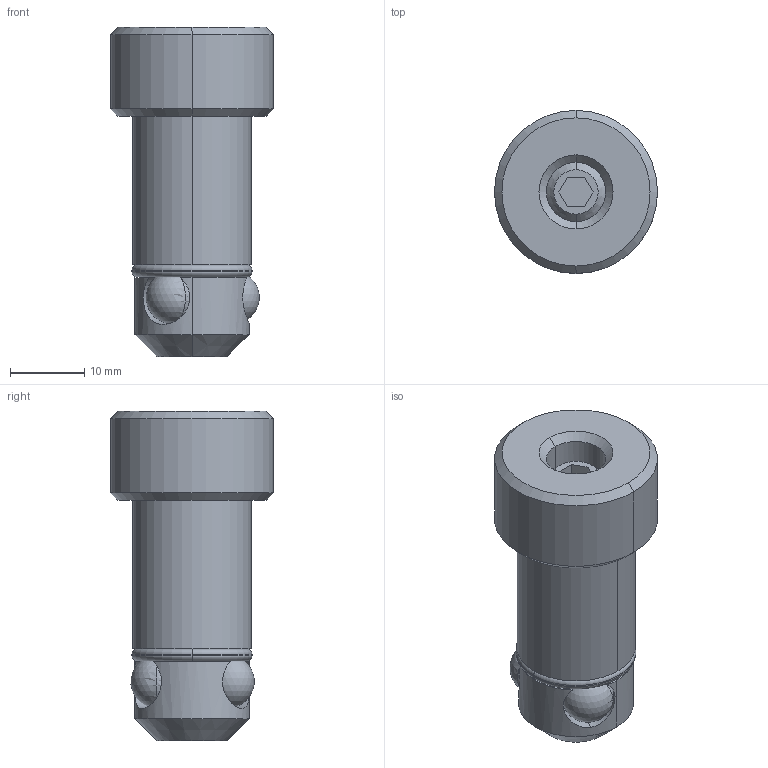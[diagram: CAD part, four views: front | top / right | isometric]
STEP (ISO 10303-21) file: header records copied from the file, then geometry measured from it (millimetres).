
FILE_DESCRIPTION(('STEP AP214'),'1');
FILE_NAME('160520.STP','2011-09-06T11:25:19',(' '),(' '),'Spatial InterOp 3D',' ',' ');
FILE_SCHEMA(('automotive_design'));
Length unit declared in the file: millimetre
Products named in the file (7): Zylinder; Kugel
Bounding box: 22 x 22 x 44.5 mm (x, y, z)
Volume: 9772.6 mm3; surface area: 5723 mm2
Topology: 7 solids, 7 shells, 73 faces, 187 edges, 110 vertices
Faces by surface type: cylinder 26, plane 19, cone 10, torus 10, sphere 8
Entity records: 3553 total; most frequent: CARTESIAN_POINT 1092, DIRECTION 386, ORIENTED_EDGE 342, EDGE_CURVE 171, AXIS2_PLACEMENT_3D 163, VERTEX_POINT 110, EDGE_LOOP 81, STYLED_ITEM 80
